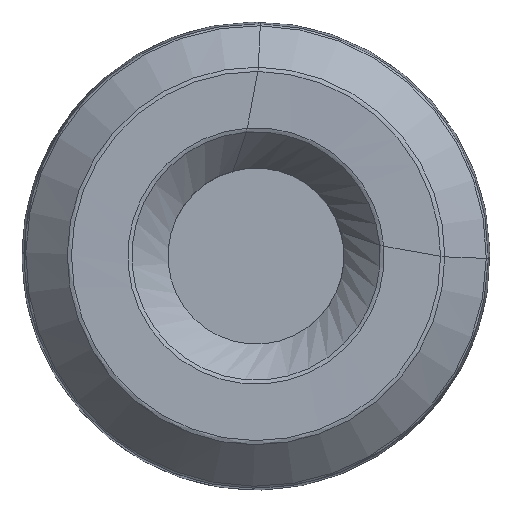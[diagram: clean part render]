
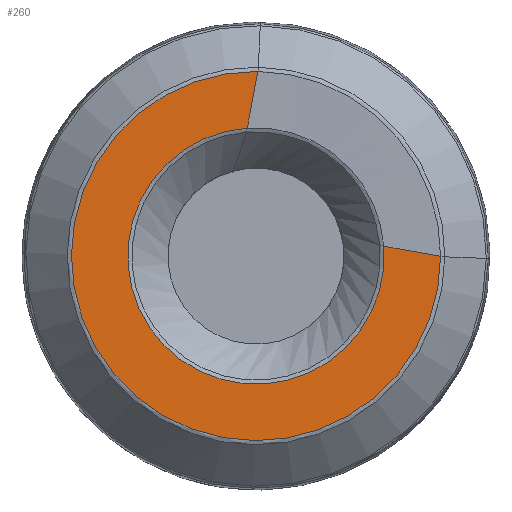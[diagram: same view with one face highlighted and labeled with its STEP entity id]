
A CAD part, left-side view. The second image highlights one B-rep face of the part: STEP entity #260.
In plain terms, the highlighted free-form (B-spline) face has degree [1, 3] with [2, 7] control points.
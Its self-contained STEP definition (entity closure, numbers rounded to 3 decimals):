
#260=ADVANCED_FACE('',(#343),#311,.F.);
#311=(
BOUNDED_SURFACE()
B_SPLINE_SURFACE(1,3,((#1215,#1216,#1217,#1218,#1219,#1220,#1221),(#1222,
#1223,#1224,#1225,#1226,#1227,#1228)),.UNSPECIFIED.,.F.,.F.,.F.)
B_SPLINE_SURFACE_WITH_KNOTS((2,2),(4,3,4),(0.,1.),(0.,0.5,1.),
 .UNSPECIFIED.)
GEOMETRIC_REPRESENTATION_ITEM()
RATIONAL_B_SPLINE_SURFACE(((1.,0.587,0.587,1.,0.587,
0.587,1.),(1.,0.587,0.587,1.,0.587,
0.587,1.)))
REPRESENTATION_ITEM('')
SURFACE()
);
#343=FACE_OUTER_BOUND('',#377,.T.);
#377=EDGE_LOOP('',(#526,#527,#528,#529));
#448=CIRCLE('',#843,17.141);
#451=CIRCLE('',#846,24.677);
#526=ORIENTED_EDGE('',*,*,#735,.F.);
#527=ORIENTED_EDGE('',*,*,#736,.F.);
#528=ORIENTED_EDGE('',*,*,#732,.T.);
#529=ORIENTED_EDGE('',*,*,#737,.T.);
#678=VERTEX_POINT('',#1178);
#679=VERTEX_POINT('',#1179);
#680=VERTEX_POINT('',#1211);
#681=VERTEX_POINT('',#1212);
#732=EDGE_CURVE('',#678,#679,#448,.T.);
#735=EDGE_CURVE('',#680,#681,#451,.T.);
#736=EDGE_CURVE('',#678,#680,#806,.T.);
#737=EDGE_CURVE('',#679,#681,#807,.T.);
#806=LINE('',#1213,#822);
#807=LINE('',#1214,#823);
#822=VECTOR('',#942,1.);
#823=VECTOR('',#943,1.);
#843=AXIS2_PLACEMENT_3D('',#1177,#934,#935);
#846=AXIS2_PLACEMENT_3D('',#1210,#940,#941);
#934=DIRECTION('',(1.,0.,0.));
#935=DIRECTION('',(0.,-0.997,0.076));
#940=DIRECTION('',(1.,0.,0.));
#941=DIRECTION('',(0.,-1.,-0.002));
#942=DIRECTION('',(-0.008,-0.985,-0.175));
#943=DIRECTION('',(-0.008,-0.183,0.983));
#1177=CARTESIAN_POINT('',(0.08,0.,0.));
#1178=CARTESIAN_POINT('',(0.08,-17.091,1.307));
#1179=CARTESIAN_POINT('',(0.08,1.17,17.101));
#1210=CARTESIAN_POINT('',(0.017,0.,0.));
#1211=CARTESIAN_POINT('',(0.017,-24.677,-0.04));
#1212=CARTESIAN_POINT('',(0.017,-0.238,24.675));
#1213=CARTESIAN_POINT('',(0.08,-17.091,1.307));
#1214=CARTESIAN_POINT('',(0.08,1.17,17.101));
#1215=CARTESIAN_POINT('',(0.08,-17.091,1.307));
#1216=CARTESIAN_POINT('',(0.08,-18.463,-16.634));
#1217=CARTESIAN_POINT('',(0.08,-2.396,-24.735));
#1218=CARTESIAN_POINT('',(0.08,11.213,-12.964));
#1219=CARTESIAN_POINT('',(0.08,24.823,-1.193));
#1220=CARTESIAN_POINT('',(0.08,19.121,15.873));
#1221=CARTESIAN_POINT('',(0.08,1.17,17.101));
#1222=CARTESIAN_POINT('',(0.017,-24.677,-0.04));
#1223=CARTESIAN_POINT('',(0.017,-24.635,-25.944));
#1224=CARTESIAN_POINT('',(0.017,-0.667,-35.77));
#1225=CARTESIAN_POINT('',(0.017,17.547,-17.351));
#1226=CARTESIAN_POINT('',(0.017,35.761,1.069));
#1227=CARTESIAN_POINT('',(0.017,25.665,24.925));
#1228=CARTESIAN_POINT('',(0.017,-0.238,24.675));
